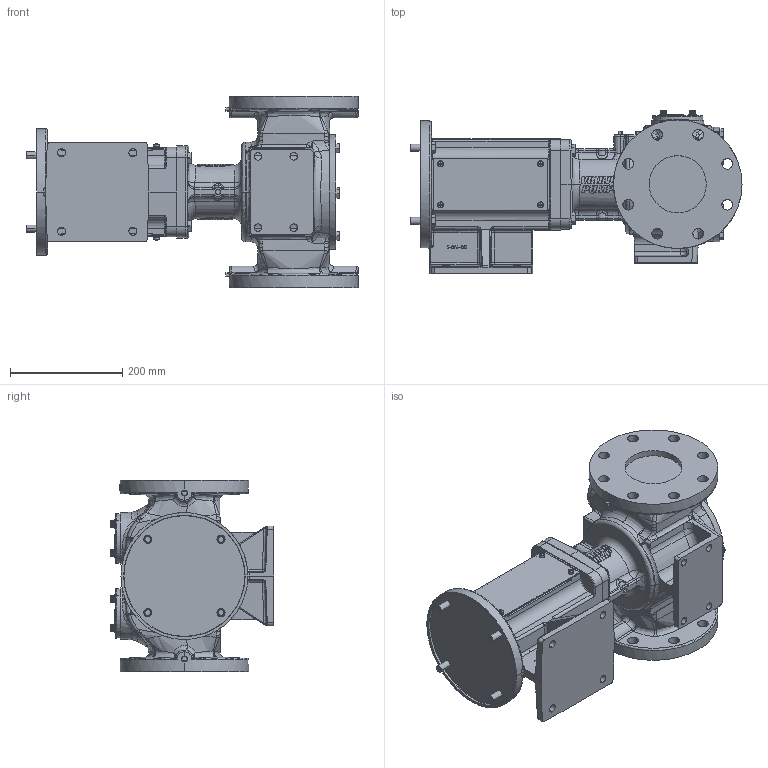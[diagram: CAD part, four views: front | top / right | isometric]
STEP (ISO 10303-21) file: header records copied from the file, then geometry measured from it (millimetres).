
FILE_DESCRIPTION (( 'STEP AP214' ), '1' );
FILE_NAME ('KE4195-M_(213-215TC).STEP', '2017-02-27T17:27:45', ( '' ), ( '' ), 'SwSTEP 2.0', 'SolidWorks 2016', '' );
FILE_SCHEMA (( 'AUTOMOTIVE_DESIGN' ));
Length unit declared in the file: inch
Products named in the file (2): KE4195-M_(213-215TC)
Bounding box: 590.55 x 290.45 x 339.85 mm (x, y, z)
Volume: 17136283.9 mm3; surface area: 861716.7 mm2
Topology: 1 solids, 6 shells, 2767 faces, 7087 edges, 4418 vertices
Faces by surface type: plane 1105, bspline 887, cylinder 472, cone 164, torus 91, sphere 48
Entity records: 194437 total; most frequent: CARTESIAN_POINT 119452, ORIENTED_EDGE 14042, DIRECTION 9544, EDGE_CURVE 7021, VERTEX_POINT 4418, AXIS2_PLACEMENT_3D 3348, EDGE_LOOP 2977, LINE 2848
